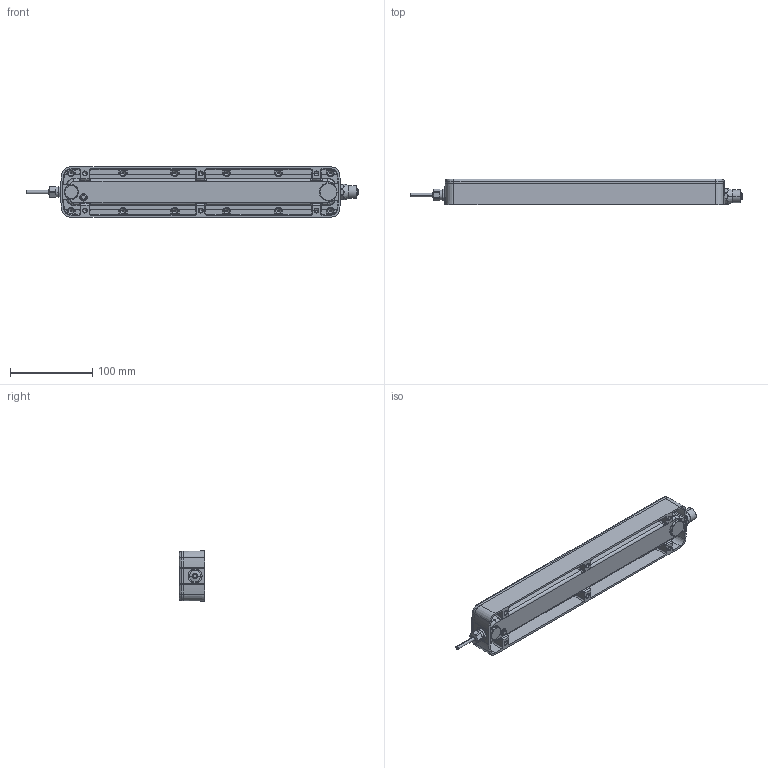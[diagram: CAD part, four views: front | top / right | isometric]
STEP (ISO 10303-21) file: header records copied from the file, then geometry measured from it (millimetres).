
FILE_DESCRIPTION((''),'2;1');
FILE_NAME('173655_ASM','2013-08-07T',('pdmadmin'),(''),'PRO/ENGINEER BY PARAMETRIC TECHNOLOGY CORPORATION, 2012300','PRO/ENGINEER BY PARAMETRIC TECHNOLOGY CORPORATION, 2012300','');
FILE_SCHEMA(('CONFIG_CONTROL_DESIGN'));
Length unit declared in the file: millimetre
Products named in the file (11): 169168; 130487; CABLE_406; 169653; 145997_HSG; 306-00249; 307-00176; 145997_ASM; 169171; 170031; 173655_ASM
Assembly tree (13 placements, depth 3):
  173655_ASM
    169168
    130487
    CABLE_406
    169653
    145997_ASM
      145997_HSG
      306-00249  x4
      307-00176
    169171
    170031
Bounding box: 402.99 x 31.3 x 60.89 mm (x, y, z)
Volume: 263465.7 mm3; surface area: 183805.3 mm2
Topology: 12 solids, 31 shells, 2705 faces, 6848 edges, 4229 vertices
Faces by surface type: cylinder 957, plane 880, bspline 382, cone 226, torus 192, sphere 68
Entity records: 105196 total; most frequent: CARTESIAN_POINT 45429, ORIENTED_EDGE 12804, DIRECTION 12072, EDGE_CURVE 6440, AXIS2_PLACEMENT_3D 4498, VERTEX_POINT 4007, VECTOR 3076, LINE 3076
